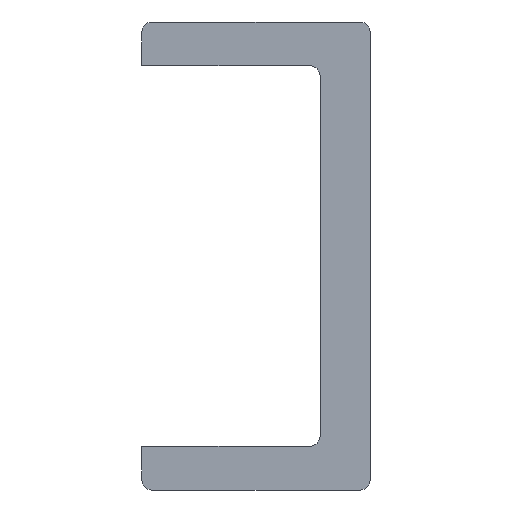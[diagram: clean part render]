
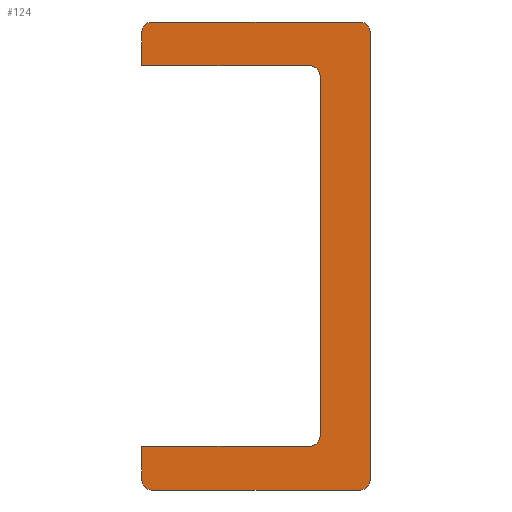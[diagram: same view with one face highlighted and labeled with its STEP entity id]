
A CAD part, front view. The second image highlights one B-rep face of the part: STEP entity #124.
In plain terms, the highlighted planar face has unit normal (0, -1, 0).
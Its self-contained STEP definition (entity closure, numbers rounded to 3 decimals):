
#124 = ADVANCED_FACE( '', ( #314 ), #315, .F. );
#314 = FACE_OUTER_BOUND( '', #593, .T. );
#315 = PLANE( '', #594 );
#593 = EDGE_LOOP( '', ( #923, #924, #925, #926, #927, #928, #929, #930, #931, #932, #933, #934, #935, #936 ) );
#594 = AXIS2_PLACEMENT_3D( '', #937, #938, #939 );
#923 = ORIENTED_EDGE( '', *, *, #1281, .F. );
#924 = ORIENTED_EDGE( '', *, *, #1312, .T. );
#925 = ORIENTED_EDGE( '', *, *, #1328, .F. );
#926 = ORIENTED_EDGE( '', *, *, #1293, .T. );
#927 = ORIENTED_EDGE( '', *, *, #1296, .F. );
#928 = ORIENTED_EDGE( '', *, *, #1329, .F. );
#929 = ORIENTED_EDGE( '', *, *, #1318, .F. );
#930 = ORIENTED_EDGE( '', *, *, #1330, .F. );
#931 = ORIENTED_EDGE( '', *, *, #1331, .F. );
#932 = ORIENTED_EDGE( '', *, *, #1332, .F. );
#933 = ORIENTED_EDGE( '', *, *, #1333, .F. );
#934 = ORIENTED_EDGE( '', *, *, #1334, .T. );
#935 = ORIENTED_EDGE( '', *, *, #1304, .F. );
#936 = ORIENTED_EDGE( '', *, *, #1258, .T. );
#937 = CARTESIAN_POINT( '', ( -10.5, 0., 21.5 ) );
#938 = DIRECTION( '', ( 0., 1., 0. ) );
#939 = DIRECTION( '', ( 0., 0., 1. ) );
#1258 = EDGE_CURVE( '', #1433, #1431, #1434, .F. );
#1281 = EDGE_CURVE( '', #1474, #1431, #1476, .T. );
#1293 = EDGE_CURVE( '', #1496, #1494, #1497, .F. );
#1296 = EDGE_CURVE( '', #1500, #1494, #1501, .T. );
#1304 = EDGE_CURVE( '', #1433, #1513, #1514, .T. );
#1312 = EDGE_CURVE( '', #1474, #1524, #1526, .F. );
#1318 = EDGE_CURVE( '', #1534, #1535, #1536, .T. );
#1328 = EDGE_CURVE( '', #1496, #1524, #1551, .T. );
#1329 = EDGE_CURVE( '', #1535, #1500, #1552, .T. );
#1330 = EDGE_CURVE( '', #1553, #1534, #1554, .T. );
#1331 = EDGE_CURVE( '', #1555, #1553, #1556, .T. );
#1332 = EDGE_CURVE( '', #1557, #1555, #1558, .T. );
#1333 = EDGE_CURVE( '', #1559, #1557, #1560, .T. );
#1334 = EDGE_CURVE( '', #1559, #1513, #1561, .F. );
#1431 = VERTEX_POINT( '', #1693 );
#1433 = VERTEX_POINT( '', #1696 );
#1434 = CIRCLE( '', #1697, 0.9 );
#1474 = VERTEX_POINT( '', #1739 );
#1476 = LINE( '', #1742, #1743 );
#1494 = VERTEX_POINT( '', #1761 );
#1496 = VERTEX_POINT( '', #1764 );
#1497 = CIRCLE( '', #1765, 0.9 );
#1500 = VERTEX_POINT( '', #1769 );
#1501 = LINE( '', #1770, #1771 );
#1513 = VERTEX_POINT( '', #1786 );
#1514 = LINE( '', #1787, #1788 );
#1524 = VERTEX_POINT( '', #1799 );
#1526 = CIRCLE( '', #1802, 0.9 );
#1534 = VERTEX_POINT( '', #1810 );
#1535 = VERTEX_POINT( '', #1811 );
#1536 = CIRCLE( '', #1812, 1. );
#1551 = LINE( '', #1829, #1830 );
#1552 = LINE( '', #1831, #1832 );
#1553 = VERTEX_POINT( '', #1833 );
#1554 = LINE( '', #1834, #1835 );
#1555 = VERTEX_POINT( '', #1836 );
#1556 = CIRCLE( '', #1837, 1. );
#1557 = VERTEX_POINT( '', #1838 );
#1558 = LINE( '', #1839, #1840 );
#1559 = VERTEX_POINT( '', #1841 );
#1560 = LINE( '', #1842, #1843 );
#1561 = CIRCLE( '', #1844, 0.9 );
#1693 = CARTESIAN_POINT( '', ( 10.5, 0., -20.6 ) );
#1696 = CARTESIAN_POINT( '', ( 9.6, 0., -21.5 ) );
#1697 = AXIS2_PLACEMENT_3D( '', #1986, #1987, #1988 );
#1739 = CARTESIAN_POINT( '', ( 10.5, 0., 20.6 ) );
#1742 = CARTESIAN_POINT( '', ( 10.5, 0., 21.5 ) );
#1743 = VECTOR( '', #2043, 1000. );
#1761 = CARTESIAN_POINT( '', ( -10.5, 0., 20.6 ) );
#1764 = CARTESIAN_POINT( '', ( -9.6, 0., 21.5 ) );
#1765 = AXIS2_PLACEMENT_3D( '', #2063, #2064, #2065 );
#1769 = CARTESIAN_POINT( '', ( -10.5, 0., 17.5 ) );
#1770 = CARTESIAN_POINT( '', ( -10.5, 0., -21.5 ) );
#1771 = VECTOR( '', #2067, 1000. );
#1786 = CARTESIAN_POINT( '', ( -9.6, 0., -21.5 ) );
#1787 = CARTESIAN_POINT( '', ( 10.5, 0., -21.5 ) );
#1788 = VECTOR( '', #2077, 1000. );
#1799 = CARTESIAN_POINT( '', ( 9.6, 0., 21.5 ) );
#1802 = AXIS2_PLACEMENT_3D( '', #2089, #2090, #2091 );
#1810 = CARTESIAN_POINT( '', ( 5.9, 0., 16.5 ) );
#1811 = CARTESIAN_POINT( '', ( 4.9, 0., 17.5 ) );
#1812 = AXIS2_PLACEMENT_3D( '', #2098, #2099, #2100 );
#1829 = CARTESIAN_POINT( '', ( -10.5, 0., 21.5 ) );
#1830 = VECTOR( '', #2115, 1000. );
#1831 = CARTESIAN_POINT( '', ( 4.9, 0., 17.5 ) );
#1832 = VECTOR( '', #2116, 1000. );
#1833 = CARTESIAN_POINT( '', ( 5.9, 0., -16.5 ) );
#1834 = CARTESIAN_POINT( '', ( 5.9, 0., 16.5 ) );
#1835 = VECTOR( '', #2117, 1000. );
#1836 = CARTESIAN_POINT( '', ( 4.9, 0., -17.5 ) );
#1837 = AXIS2_PLACEMENT_3D( '', #2118, #2119, #2120 );
#1838 = CARTESIAN_POINT( '', ( -10.5, 0., -17.5 ) );
#1839 = CARTESIAN_POINT( '', ( 4.9, 0., -17.5 ) );
#1840 = VECTOR( '', #2121, 1000. );
#1841 = CARTESIAN_POINT( '', ( -10.5, 0., -20.6 ) );
#1842 = CARTESIAN_POINT( '', ( -10.5, 0., -21.5 ) );
#1843 = VECTOR( '', #2122, 1000. );
#1844 = AXIS2_PLACEMENT_3D( '', #2123, #2124, #2125 );
#1986 = CARTESIAN_POINT( '', ( 9.6, 0., -20.6 ) );
#1987 = DIRECTION( '', ( 0., 1., 0. ) );
#1988 = DIRECTION( '', ( 0., 0., 1. ) );
#2043 = DIRECTION( '', ( 0., 0., -1. ) );
#2063 = CARTESIAN_POINT( '', ( -9.6, 0., 20.6 ) );
#2064 = DIRECTION( '', ( 0., 1., 0. ) );
#2065 = DIRECTION( '', ( 0., 0., 1. ) );
#2067 = DIRECTION( '', ( 0., 0., 1. ) );
#2077 = DIRECTION( '', ( -1., 0., 0. ) );
#2089 = CARTESIAN_POINT( '', ( 9.6, 0., 20.6 ) );
#2090 = DIRECTION( '', ( 0., 1., 0. ) );
#2091 = DIRECTION( '', ( 0., 0., 1. ) );
#2098 = CARTESIAN_POINT( '', ( 4.9, 0., 16.5 ) );
#2099 = DIRECTION( '', ( 0., -1., 0. ) );
#2100 = DIRECTION( '', ( -1., 0., 0. ) );
#2115 = DIRECTION( '', ( 1., 0., 0. ) );
#2116 = DIRECTION( '', ( -1., 0., 0. ) );
#2117 = DIRECTION( '', ( 0., 0., 1. ) );
#2118 = CARTESIAN_POINT( '', ( 4.9, 0., -16.5 ) );
#2119 = DIRECTION( '', ( 0., -1., 0. ) );
#2120 = DIRECTION( '', ( -1., 0., 0. ) );
#2121 = DIRECTION( '', ( 1., 0., 0. ) );
#2122 = DIRECTION( '', ( 0., 0., 1. ) );
#2123 = CARTESIAN_POINT( '', ( -9.6, 0., -20.6 ) );
#2124 = DIRECTION( '', ( 0., 1., 0. ) );
#2125 = DIRECTION( '', ( 0., 0., 1. ) );
